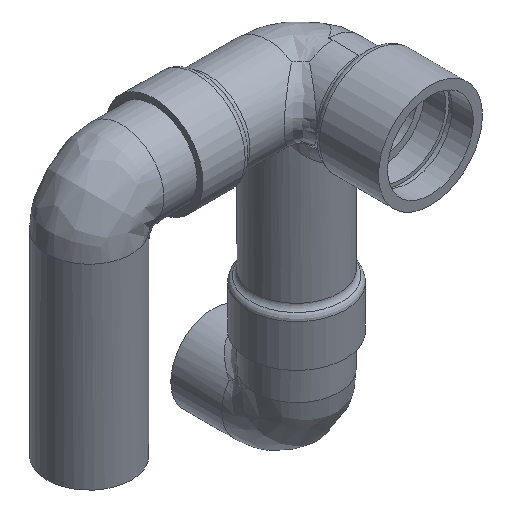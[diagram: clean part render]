
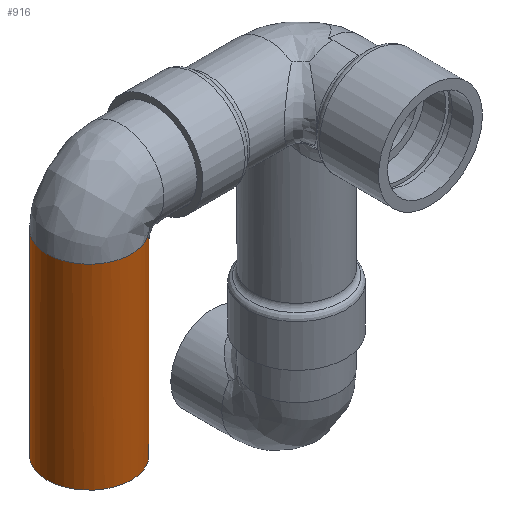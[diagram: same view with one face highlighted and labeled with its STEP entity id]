
A CAD part, isometric view. The second image highlights one B-rep face of the part: STEP entity #916.
In plain terms, the highlighted cylindrical face has radius 13 mm (diameter 26 mm), a full revolution.
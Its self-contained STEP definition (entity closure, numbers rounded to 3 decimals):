
#139=FACE_OUTER_BOUND('',#207,.T.);
#207=EDGE_LOOP('',(#811,#812,#813,#814,#815,#816));
#225=ELLIPSE('',#1057,22.204,13.);
#295=CIRCLE('',#1055,13.);
#296=CIRCLE('',#1058,13.);
#297=CIRCLE('',#1059,13.);
#322=LINE('',#2156,#345);
#345=VECTOR('',#1332,13.);
#427=VERTEX_POINT('',#2148);
#428=VERTEX_POINT('',#2151);
#429=VERTEX_POINT('',#2152);
#430=VERTEX_POINT('',#2154);
#557=EDGE_CURVE('',#427,#427,#295,.T.);
#558=EDGE_CURVE('',#428,#429,#225,.T.);
#559=EDGE_CURVE('',#430,#428,#296,.T.);
#560=EDGE_CURVE('',#430,#427,#322,.T.);
#561=EDGE_CURVE('',#429,#430,#297,.T.);
#811=ORIENTED_EDGE('',*,*,#558,.F.);
#812=ORIENTED_EDGE('',*,*,#559,.F.);
#813=ORIENTED_EDGE('',*,*,#560,.T.);
#814=ORIENTED_EDGE('',*,*,#557,.T.);
#815=ORIENTED_EDGE('',*,*,#560,.F.);
#816=ORIENTED_EDGE('',*,*,#561,.F.);
#862=CYLINDRICAL_SURFACE('',#1056,13.);
#916=ADVANCED_FACE('',(#139),#862,.T.);
#1055=AXIS2_PLACEMENT_3D('',#2149,#1324,#1325);
#1056=AXIS2_PLACEMENT_3D('',#2150,#1326,#1327);
#1057=AXIS2_PLACEMENT_3D('',#2153,#1328,#1329);
#1058=AXIS2_PLACEMENT_3D('',#2155,#1330,#1331);
#1059=AXIS2_PLACEMENT_3D('',#2157,#1333,#1334);
#1324=DIRECTION('center_axis',(0.,0.,
1.));
#1325=DIRECTION('ref_axis',(1.,0.,0.));
#1326=DIRECTION('center_axis',(0.,0.,1.));
#1327=DIRECTION('ref_axis',(1.,0.,0.));
#1328=DIRECTION('center_axis',(0.811,0.,0.585));
#1329=DIRECTION('ref_axis',(0.585,0.,-0.811));
#1330=DIRECTION('center_axis',(0.,0.,
1.));
#1331=DIRECTION('ref_axis',(1.,0.,0.));
#1332=DIRECTION('',(0.,0.,-1.));
#1333=DIRECTION('center_axis',(0.,0.,
1.));
#1334=DIRECTION('ref_axis',(1.,0.,0.));
#2148=CARTESIAN_POINT('',(12.,118.756,-2.91));
#2149=CARTESIAN_POINT('Origin',(25.,118.756,-2.91));
#2150=CARTESIAN_POINT('Origin',(25.,118.756,-3.91));
#2151=CARTESIAN_POINT('',(32.222,107.947,57.293));
#2152=CARTESIAN_POINT('',(32.222,129.565,57.293));
#2153=CARTESIAN_POINT('Origin',(25.,118.756,67.293));
#2154=CARTESIAN_POINT('',(12.,118.756,57.293));
#2155=CARTESIAN_POINT('Origin',(25.,118.756,57.293));
#2156=CARTESIAN_POINT('',(12.,118.756,-3.91));
#2157=CARTESIAN_POINT('Origin',(25.,118.756,57.293));
